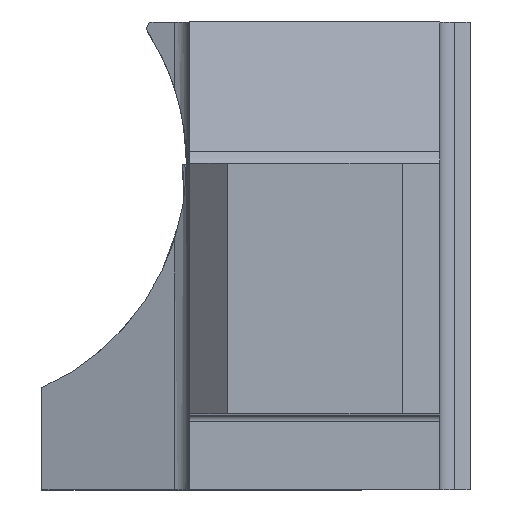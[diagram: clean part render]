
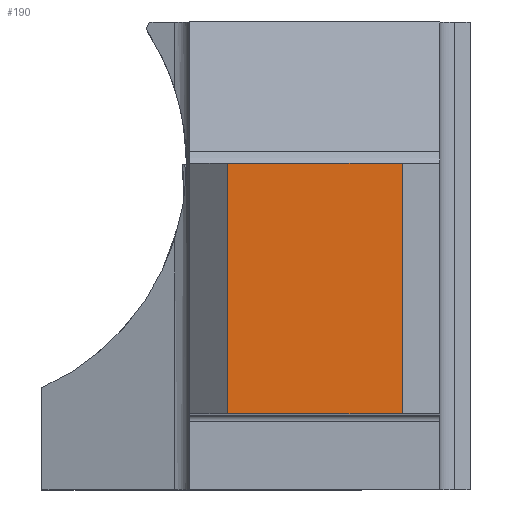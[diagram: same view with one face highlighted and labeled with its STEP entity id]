
A CAD part, top view. The second image highlights one B-rep face of the part: STEP entity #190.
In plain terms, the highlighted planar face has unit normal (0, 0, 1).
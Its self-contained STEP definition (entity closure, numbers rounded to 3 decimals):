
#190=ADVANCED_FACE('CU_BACK_SU1',(#308),#253,.F.);
#253=PLANE('',#1509);
#308=FACE_OUTER_BOUND('',#376,.T.);
#376=EDGE_LOOP('',(#545,#546,#547,#548));
#545=ORIENTED_EDGE('',*,*,#1029,.F.);
#546=ORIENTED_EDGE('',*,*,#1030,.T.);
#547=ORIENTED_EDGE('',*,*,#1031,.T.);
#548=ORIENTED_EDGE('',*,*,#1027,.F.);
#880=VERTEX_POINT('',#2197);
#881=VERTEX_POINT('',#2199);
#882=VERTEX_POINT('',#2203);
#883=VERTEX_POINT('',#2205);
#1027=EDGE_CURVE('',#880,#881,#1187,.T.);
#1029=EDGE_CURVE('',#882,#880,#1189,.T.);
#1030=EDGE_CURVE('',#882,#883,#1190,.T.);
#1031=EDGE_CURVE('',#883,#881,#1191,.T.);
#1187=LINE('',#2198,#1323);
#1189=LINE('',#2202,#1325);
#1190=LINE('',#2204,#1326);
#1191=LINE('',#2206,#1327);
#1323=VECTOR('',#1719,1.);
#1325=VECTOR('',#1723,1.);
#1326=VECTOR('',#1724,1.);
#1327=VECTOR('',#1725,1.);
#1509=AXIS2_PLACEMENT_3D('',#2207,#1726,#1727);
#1719=DIRECTION('',(1.,0.,0.));
#1723=DIRECTION('',(0.,1.,0.));
#1724=DIRECTION('',(1.,0.,0.));
#1725=DIRECTION('',(0.,1.,0.));
#1726=DIRECTION('',(0.,0.,-1.));
#1727=DIRECTION('',(-1.,0.,0.));
#2197=CARTESIAN_POINT('',(-16.925,19.925,0.));
#2198=CARTESIAN_POINT('',(-110.,19.925,0.));
#2199=CARTESIAN_POINT('',(-3.,19.925,0.));
#2202=CARTESIAN_POINT('',(-16.925,0.,0.));
#2203=CARTESIAN_POINT('',(-16.925,0.,0.));
#2204=CARTESIAN_POINT('',(-110.,0.,0.));
#2205=CARTESIAN_POINT('',(-3.,0.,0.));
#2206=CARTESIAN_POINT('',(-3.,0.,0.));
#2207=CARTESIAN_POINT('',(22.996,39.925,0.));
